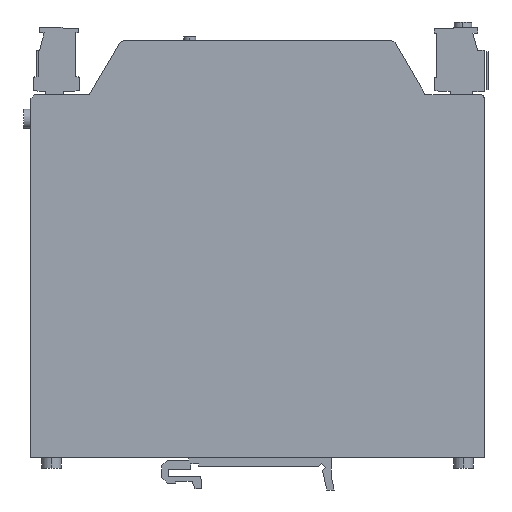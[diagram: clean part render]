
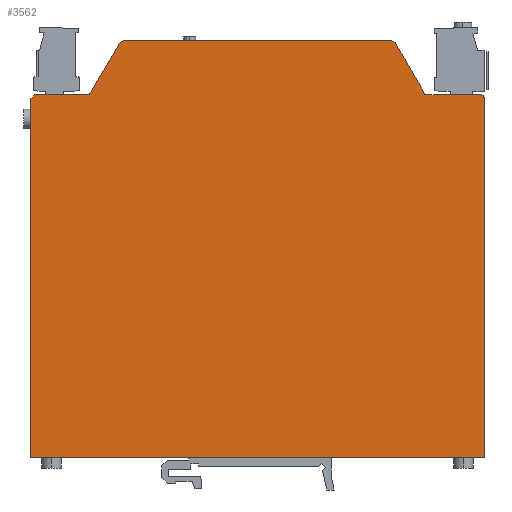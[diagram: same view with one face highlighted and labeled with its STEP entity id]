
A CAD part, left-side view. The second image highlights one B-rep face of the part: STEP entity #3562.
In plain terms, the highlighted planar face has unit normal (-1, 0, 0).
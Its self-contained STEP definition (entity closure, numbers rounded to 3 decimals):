
#7 = EDGE_CURVE ( 'NONE', #5063, #483, #4306, .T. ) ;
#33 = CARTESIAN_POINT ( 'NONE',  ( 0., 24.667, 114.9 ) ) ;
#64 = VECTOR ( 'NONE', #995, 1000. ) ;
#80 = CARTESIAN_POINT ( 'NONE',  ( 0., 112.063, 100.34 ) ) ;
#93 = EDGE_CURVE ( 'NONE', #5980, #3299, #4396, .T. ) ;
#104 = DIRECTION ( 'NONE',  ( 0., 1., 0. ) ) ;
#151 = CARTESIAN_POINT ( 'NONE',  ( 0., 0., 100.4 ) ) ;
#155 = CARTESIAN_POINT ( 'NONE',  ( 0., 0., 0. ) ) ;
#158 = VERTEX_POINT ( 'NONE', #978 ) ;
#216 = ORIENTED_EDGE ( 'NONE', *, *, #5719, .F. ) ;
#292 = CARTESIAN_POINT ( 'NONE',  ( 0., 0.632, 100.33 ) ) ;
#352 = CARTESIAN_POINT ( 'NONE',  ( 0., 124.46, 100.34 ) ) ;
#382 = ORIENTED_EDGE ( 'NONE', *, *, #7, .T. ) ;
#407 = EDGE_CURVE ( 'NONE', #1711, #5980, #2983, .T. ) ;
#419 = VECTOR ( 'NONE', #104, 1000. ) ;
#438 = EDGE_CURVE ( 'NONE', #483, #1181, #4352, .T. ) ;
#440 = CIRCLE ( 'NONE', #4782, 1. ) ;
#483 = VERTEX_POINT ( 'NONE', #1206 ) ;
#520 = VECTOR ( 'NONE', #2427, 1000. ) ;
#536 = VECTOR ( 'NONE', #5710, 1000. ) ;
#540 = VERTEX_POINT ( 'NONE', #4140 ) ;
#558 = VERTEX_POINT ( 'NONE', #2174 ) ;
#569 = VERTEX_POINT ( 'NONE', #352 ) ;
#633 = EDGE_CURVE ( 'NONE', #558, #4832, #5635, .T. ) ;
#709 = VECTOR ( 'NONE', #4866, 1000. ) ;
#929 = LINE ( 'NONE', #962, #64 ) ;
#942 = FACE_OUTER_BOUND ( 'NONE', #960, .T. ) ;
#946 = CARTESIAN_POINT ( 'NONE',  ( 0., 125.4, 0. ) ) ;
#960 = EDGE_LOOP ( 'NONE', ( #5740, #4600, #4168, #1242, #1795, #2323, #216, #5339, #2159, #4694, #3813, #2418, #4250, #3376, #1506, #3264, #382 ) ) ;
#962 = CARTESIAN_POINT ( 'NONE',  ( 0., 125.4, 119. ) ) ;
#978 = CARTESIAN_POINT ( 'NONE',  ( 0., 0., 0. ) ) ;
#995 = DIRECTION ( 'NONE',  ( 0., 0., -1. ) ) ;
#1125 = LINE ( 'NONE', #1150, #1771 ) ;
#1150 = CARTESIAN_POINT ( 'NONE',  ( 0., 99.867, 115.4 ) ) ;
#1181 = VERTEX_POINT ( 'NONE', #3391 ) ;
#1206 = CARTESIAN_POINT ( 'NONE',  ( 0., 109.277, 100.4 ) ) ;
#1242 = ORIENTED_EDGE ( 'NONE', *, *, #4609, .F. ) ;
#1393 = LINE ( 'NONE', #3705, #5780 ) ;
#1435 = LINE ( 'NONE', #4395, #536 ) ;
#1437 = CARTESIAN_POINT ( 'NONE',  ( 0., 16.123, 100.4 ) ) ;
#1458 = CARTESIAN_POINT ( 'NONE',  ( 0., 13.88, 100.33 ) ) ;
#1481 = CARTESIAN_POINT ( 'NONE',  ( 0., 112.063, 100.34 ) ) ;
#1506 = ORIENTED_EDGE ( 'NONE', *, *, #633, .T. ) ;
#1630 = EDGE_CURVE ( 'NONE', #569, #2209, #3864, .T. ) ;
#1684 = LINE ( 'NONE', #5436, #5037 ) ;
#1711 = VERTEX_POINT ( 'NONE', #1458 ) ;
#1722 = EDGE_CURVE ( 'NONE', #6009, #540, #440, .T. ) ;
#1771 = VECTOR ( 'NONE', #3109, 1000. ) ;
#1795 = ORIENTED_EDGE ( 'NONE', *, *, #3147, .T. ) ;
#1977 = DIRECTION ( 'NONE',  ( 0., 1., 0. ) ) ;
#1980 = AXIS2_PLACEMENT_3D ( 'NONE', #2140, #2003, #4043 ) ;
#2003 = DIRECTION ( 'NONE',  ( 1., 0., 0. ) ) ;
#2041 = DIRECTION ( 'NONE',  ( 0., -1., 0. ) ) ;
#2083 = CARTESIAN_POINT ( 'NONE',  ( 0., 125.4, 99.4 ) ) ;
#2096 = CARTESIAN_POINT ( 'NONE',  ( 0., 112.063, 100.34 ) ) ;
#2140 = CARTESIAN_POINT ( 'NONE',  ( 0., 0., 119. ) ) ;
#2159 = ORIENTED_EDGE ( 'NONE', *, *, #2186, .F. ) ;
#2174 = CARTESIAN_POINT ( 'NONE',  ( 0., 25.533, 115.4 ) ) ;
#2186 = EDGE_CURVE ( 'NONE', #1711, #6009, #3088, .T. ) ;
#2192 = VECTOR ( 'NONE', #1977, 1000. ) ;
#2209 = VERTEX_POINT ( 'NONE', #2096 ) ;
#2274 = DIRECTION ( 'NONE',  ( 0., -1., 0. ) ) ;
#2323 = ORIENTED_EDGE ( 'NONE', *, *, #3608, .T. ) ;
#2384 = EDGE_CURVE ( 'NONE', #5060, #4053, #1435, .T. ) ;
#2405 = LINE ( 'NONE', #1481, #5149 ) ;
#2418 = ORIENTED_EDGE ( 'NONE', *, *, #3486, .T. ) ;
#2427 = DIRECTION ( 'NONE',  ( 0., 0.508, -0.862 ) ) ;
#2443 = CARTESIAN_POINT ( 'NONE',  ( 0., 13.88, 100.33 ) ) ;
#2533 = CARTESIAN_POINT ( 'NONE',  ( 0., 0., 100.4 ) ) ;
#2560 = DIRECTION ( 'NONE',  ( 1., 0., 0. ) ) ;
#2931 = EDGE_CURVE ( 'NONE', #4053, #558, #3580, .T. ) ;
#2983 = LINE ( 'NONE', #2443, #709 ) ;
#3088 = LINE ( 'NONE', #4083, #5371 ) ;
#3109 = DIRECTION ( 'NONE',  ( 0., 0.866, -0.5 ) ) ;
#3114 = VECTOR ( 'NONE', #2274, 1000. ) ;
#3147 = EDGE_CURVE ( 'NONE', #4111, #3957, #929, .T. ) ;
#3253 = CARTESIAN_POINT ( 'NONE',  ( 0., 13.88, 100.4 ) ) ;
#3264 = ORIENTED_EDGE ( 'NONE', *, *, #3377, .T. ) ;
#3294 = VECTOR ( 'NONE', #4746, 1000. ) ;
#3299 = VERTEX_POINT ( 'NONE', #1437 ) ;
#3315 = VECTOR ( 'NONE', #3493, 1000. ) ;
#3376 = ORIENTED_EDGE ( 'NONE', *, *, #2931, .T. ) ;
#3377 = EDGE_CURVE ( 'NONE', #4832, #5063, #1125, .T. ) ;
#3391 = CARTESIAN_POINT ( 'NONE',  ( 0., 112.063, 100.4 ) ) ;
#3486 = EDGE_CURVE ( 'NONE', #3299, #5060, #1684, .T. ) ;
#3493 = DIRECTION ( 'NONE',  ( 0., 0.866, 0.5 ) ) ;
#3547 = LINE ( 'NONE', #155, #5344 ) ;
#3562 = ADVANCED_FACE ( 'NONE', ( #942 ), #4723, .F. ) ;
#3580 = LINE ( 'NONE', #3612, #3315 ) ;
#3587 = DIRECTION ( 'NONE',  ( 0., -1., 0. ) ) ;
#3608 = EDGE_CURVE ( 'NONE', #3957, #158, #3547, .T. ) ;
#3612 = CARTESIAN_POINT ( 'NONE',  ( 0., 24.667, 114.9 ) ) ;
#3705 = CARTESIAN_POINT ( 'NONE',  ( 0., 0., 119. ) ) ;
#3718 = CARTESIAN_POINT ( 'NONE',  ( 0., 99.867, 115.4 ) ) ;
#3724 = LINE ( 'NONE', #4635, #4655 ) ;
#3734 = CARTESIAN_POINT ( 'NONE',  ( 0., 25.533, 115.4 ) ) ;
#3813 = ORIENTED_EDGE ( 'NONE', *, *, #93, .T. ) ;
#3864 = LINE ( 'NONE', #80, #3114 ) ;
#3957 = VERTEX_POINT ( 'NONE', #946 ) ;
#4043 = DIRECTION ( 'NONE',  ( 0., 0., -1. ) ) ;
#4053 = VERTEX_POINT ( 'NONE', #33 ) ;
#4083 = CARTESIAN_POINT ( 'NONE',  ( 0., 13.88, 100.33 ) ) ;
#4111 = VERTEX_POINT ( 'NONE', #2083 ) ;
#4140 = CARTESIAN_POINT ( 'NONE',  ( 0., 0., 99.4 ) ) ;
#4168 = ORIENTED_EDGE ( 'NONE', *, *, #1630, .F. ) ;
#4202 = DIRECTION ( 'NONE',  ( 0., 0., -1. ) ) ;
#4250 = ORIENTED_EDGE ( 'NONE', *, *, #2384, .T. ) ;
#4306 = LINE ( 'NONE', #4792, #520 ) ;
#4352 = LINE ( 'NONE', #2533, #419 ) ;
#4395 = CARTESIAN_POINT ( 'NONE',  ( 0., -31.253, 18.044 ) ) ;
#4396 = LINE ( 'NONE', #151, #2192 ) ;
#4600 = ORIENTED_EDGE ( 'NONE', *, *, #5435, .F. ) ;
#4609 = EDGE_CURVE ( 'NONE', #4111, #569, #3724, .T. ) ;
#4635 = CARTESIAN_POINT ( 'NONE',  ( 0., 112.4, 112.4 ) ) ;
#4655 = VECTOR ( 'NONE', #5195, 1000. ) ;
#4694 = ORIENTED_EDGE ( 'NONE', *, *, #407, .T. ) ;
#4723 = PLANE ( 'NONE',  #1980 ) ;
#4746 = DIRECTION ( 'NONE',  ( 0., 1., 0. ) ) ;
#4782 = AXIS2_PLACEMENT_3D ( 'NONE', #5360, #2560, #4932 ) ;
#4792 = CARTESIAN_POINT ( 'NONE',  ( 0., 125.025, 73.677 ) ) ;
#4805 = DIRECTION ( 'NONE',  ( 0., 0., 1. ) ) ;
#4832 = VERTEX_POINT ( 'NONE', #3718 ) ;
#4866 = DIRECTION ( 'NONE',  ( 0., 0., 1. ) ) ;
#4932 = DIRECTION ( 'NONE',  ( 0., 0., -1. ) ) ;
#5017 = CARTESIAN_POINT ( 'NONE',  ( 0., 16.382, 100.55 ) ) ;
#5037 = VECTOR ( 'NONE', #5467, 1000. ) ;
#5060 = VERTEX_POINT ( 'NONE', #5017 ) ;
#5063 = VERTEX_POINT ( 'NONE', #5197 ) ;
#5149 = VECTOR ( 'NONE', #4805, 1000. ) ;
#5195 = DIRECTION ( 'NONE',  ( 0., -0.707, 0.707 ) ) ;
#5197 = CARTESIAN_POINT ( 'NONE',  ( 0., 100.733, 114.9 ) ) ;
#5339 = ORIENTED_EDGE ( 'NONE', *, *, #1722, .F. ) ;
#5344 = VECTOR ( 'NONE', #2041, 1000. ) ;
#5360 = CARTESIAN_POINT ( 'NONE',  ( 0., 1., 99.4 ) ) ;
#5371 = VECTOR ( 'NONE', #3587, 1000. ) ;
#5435 = EDGE_CURVE ( 'NONE', #2209, #1181, #2405, .T. ) ;
#5436 = CARTESIAN_POINT ( 'NONE',  ( 0., -39.444, 68.319 ) ) ;
#5467 = DIRECTION ( 'NONE',  ( 0., 0.866, 0.5 ) ) ;
#5635 = LINE ( 'NONE', #3734, #3294 ) ;
#5710 = DIRECTION ( 'NONE',  ( 0., 0.5, 0.866 ) ) ;
#5719 = EDGE_CURVE ( 'NONE', #540, #158, #1393, .T. ) ;
#5740 = ORIENTED_EDGE ( 'NONE', *, *, #438, .T. ) ;
#5780 = VECTOR ( 'NONE', #4202, 1000. ) ;
#5980 = VERTEX_POINT ( 'NONE', #3253 ) ;
#6009 = VERTEX_POINT ( 'NONE', #292 ) ;
